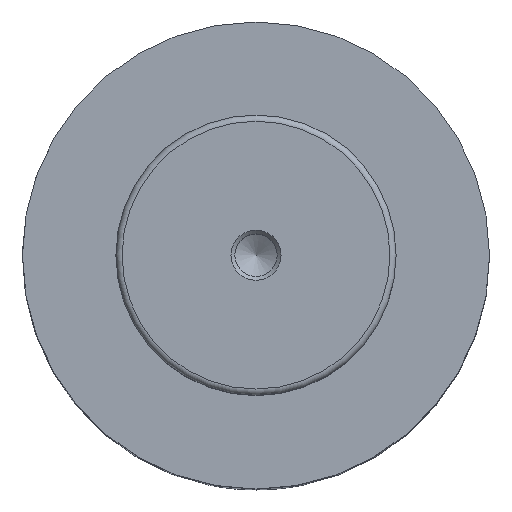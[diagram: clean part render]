
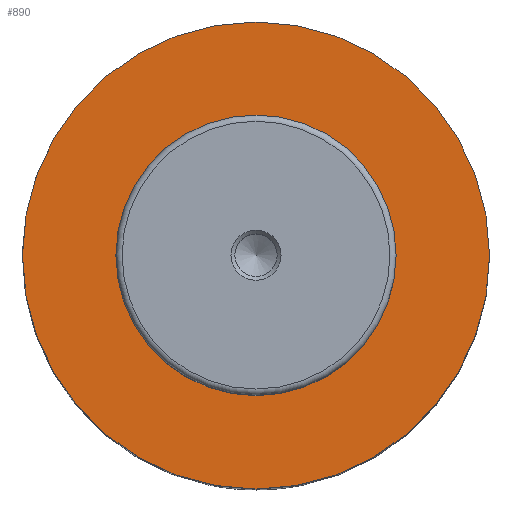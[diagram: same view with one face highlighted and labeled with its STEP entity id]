
A CAD part, top view. The second image highlights one B-rep face of the part: STEP entity #890.
In plain terms, the highlighted planar face has unit normal (0, 0, 1).
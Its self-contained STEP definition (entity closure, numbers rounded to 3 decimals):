
#20=FACE_BOUND('',#285,.T.);
#28=PLANE('',#1021);
#231=FACE_OUTER_BOUND('',#284,.T.);
#284=EDGE_LOOP('',(#771,#772));
#285=EDGE_LOOP('',(#773,#774));
#359=CIRCLE('',#1002,22.5);
#360=CIRCLE('',#1003,22.5);
#361=CIRCLE('',#1005,37.5);
#362=CIRCLE('',#1006,37.5);
#434=VERTEX_POINT('',#1538);
#435=VERTEX_POINT('',#1539);
#436=VERTEX_POINT('',#1544);
#437=VERTEX_POINT('',#1546);
#545=EDGE_CURVE('',#434,#435,#359,.T.);
#546=EDGE_CURVE('',#435,#434,#360,.T.);
#549=EDGE_CURVE('',#436,#437,#361,.T.);
#550=EDGE_CURVE('',#437,#436,#362,.T.);
#771=ORIENTED_EDGE('',*,*,#550,.F.);
#772=ORIENTED_EDGE('',*,*,#549,.F.);
#773=ORIENTED_EDGE('',*,*,#545,.T.);
#774=ORIENTED_EDGE('',*,*,#546,.T.);
#890=ADVANCED_FACE('',(#231,#20),#28,.T.);
#1002=AXIS2_PLACEMENT_3D('',#1540,#1211,#1212);
#1003=AXIS2_PLACEMENT_3D('',#1541,#1213,#1214);
#1005=AXIS2_PLACEMENT_3D('',#1547,#1219,#1220);
#1006=AXIS2_PLACEMENT_3D('',#1548,#1221,#1222);
#1021=AXIS2_PLACEMENT_3D('',#1569,#1253,#1254);
#1211=DIRECTION('center_axis',(0.,0.,-1.));
#1212=DIRECTION('ref_axis',(-1.,0.,0.));
#1213=DIRECTION('center_axis',(0.,0.,-1.));
#1214=DIRECTION('ref_axis',(-1.,0.,0.));
#1219=DIRECTION('center_axis',(0.,0.,-1.));
#1220=DIRECTION('ref_axis',(-1.,0.,0.));
#1221=DIRECTION('center_axis',(0.,0.,-1.));
#1222=DIRECTION('ref_axis',(-1.,0.,0.));
#1253=DIRECTION('center_axis',(0.,0.,1.));
#1254=DIRECTION('ref_axis',(1.,0.,0.));
#1538=CARTESIAN_POINT('',(-22.5,0.,84.));
#1539=CARTESIAN_POINT('',(22.5,0.,84.));
#1540=CARTESIAN_POINT('Origin',(0.,0.,84.));
#1541=CARTESIAN_POINT('Origin',(0.,0.,84.));
#1544=CARTESIAN_POINT('',(37.5,0.,84.));
#1546=CARTESIAN_POINT('',(-37.5,0.,84.));
#1547=CARTESIAN_POINT('Origin',(0.,0.,84.));
#1548=CARTESIAN_POINT('Origin',(0.,0.,84.));
#1569=CARTESIAN_POINT('Origin',(-31.5,0.,84.));
